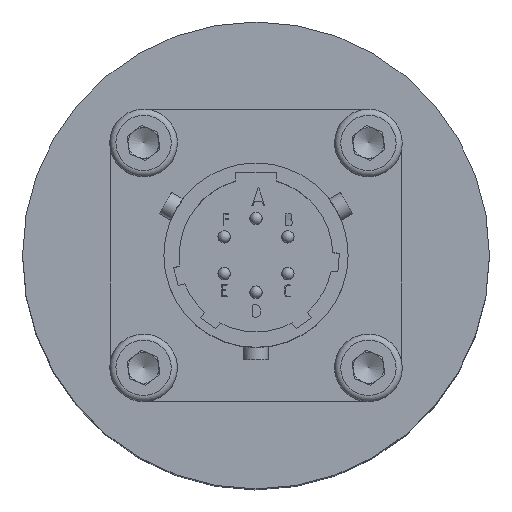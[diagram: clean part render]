
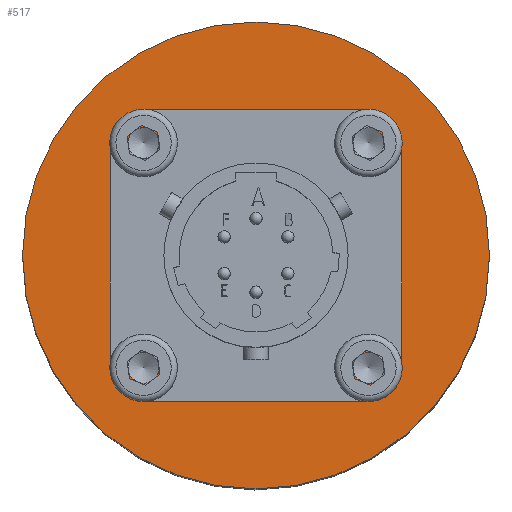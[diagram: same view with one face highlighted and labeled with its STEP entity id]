
A CAD part, top view. The second image highlights one B-rep face of the part: STEP entity #517.
In plain terms, the highlighted planar face has unit normal (0, 0, 1).
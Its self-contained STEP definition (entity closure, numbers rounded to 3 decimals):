
#5 = EDGE_LOOP ( 'NONE', ( #3602 ) ) ;
#79 = EDGE_LOOP ( 'NONE', ( #4517 ) ) ;
#234 = AXIS2_PLACEMENT_3D ( 'NONE', #2058, #2040, #2027 ) ;
#282 = VERTEX_POINT ( 'NONE', #3730 ) ;
#304 = CARTESIAN_POINT ( 'NONE',  ( 9.15, 10.4, 52. ) ) ;
#313 = VERTEX_POINT ( 'NONE', #2437 ) ;
#421 = EDGE_LOOP ( 'NONE', ( #2579 ) ) ;
#422 = DIRECTION ( 'NONE',  ( 0., -1., 0. ) ) ;
#440 = DIRECTION ( 'NONE',  ( 0., 0., -1. ) ) ;
#517 = ADVANCED_FACE ( 'NONE', ( #4495, #2712, #3717, #4618, #2759, #965 ), #629, .F. ) ;
#563 = DIRECTION ( 'NONE',  ( 0., -1., 0. ) ) ;
#579 = DIRECTION ( 'NONE',  ( 0., 0., -1. ) ) ;
#584 = CARTESIAN_POINT ( 'NONE',  ( 0., 0., 52. ) ) ;
#629 = PLANE ( 'NONE',  #2793 ) ;
#647 = AXIS2_PLACEMENT_3D ( 'NONE', #584, #579, #563 ) ;
#664 = EDGE_LOOP ( 'NONE', ( #4511 ) ) ;
#766 = CIRCLE ( 'NONE', #1353, 1.25 ) ;
#926 = CARTESIAN_POINT ( 'NONE',  ( -19., 0., 52. ) ) ;
#965 = FACE_BOUND ( 'NONE', #5, .T. ) ;
#966 = DIRECTION ( 'NONE',  ( 0., 0., -1. ) ) ;
#970 = AXIS2_PLACEMENT_3D ( 'NONE', #3336, #966, #3639 ) ;
#974 = CIRCLE ( 'NONE', #647, 9.95 ) ;
#1043 = DIRECTION ( 'NONE',  ( 0., 0., 1. ) ) ;
#1068 = CIRCLE ( 'NONE', #2208, 1.25 ) ;
#1092 = EDGE_CURVE ( 'NONE', #2028, #2028, #974, .T. ) ;
#1286 = CIRCLE ( 'NONE', #234, 1.25 ) ;
#1301 = DIRECTION ( 'NONE',  ( 0., 1., 0. ) ) ;
#1353 = AXIS2_PLACEMENT_3D ( 'NONE', #4541, #4525, #4505 ) ;
#1691 = ORIENTED_EDGE ( 'NONE', *, *, #3409, .F. ) ;
#1890 = VERTEX_POINT ( 'NONE', #304 ) ;
#2027 = DIRECTION ( 'NONE',  ( 0., 1., 0. ) ) ;
#2028 = VERTEX_POINT ( 'NONE', #2331 ) ;
#2040 = DIRECTION ( 'NONE',  ( 0., 0., 1. ) ) ;
#2058 = CARTESIAN_POINT ( 'NONE',  ( -9.15, -9.15, 52. ) ) ;
#2162 = AXIS2_PLACEMENT_3D ( 'NONE', #3180, #4722, #1301 ) ;
#2208 = AXIS2_PLACEMENT_3D ( 'NONE', #2586, #1043, #4629 ) ;
#2245 = EDGE_CURVE ( 'NONE', #3562, #3562, #1068, .T. ) ;
#2331 = CARTESIAN_POINT ( 'NONE',  ( 0., -9.95, 52. ) ) ;
#2407 = EDGE_CURVE ( 'NONE', #3151, #3151, #766, .T. ) ;
#2437 = CARTESIAN_POINT ( 'NONE',  ( 0., -19., 52. ) ) ;
#2544 = CARTESIAN_POINT ( 'NONE',  ( -9.15, 10.4, 52. ) ) ;
#2579 = ORIENTED_EDGE ( 'NONE', *, *, #4447, .F. ) ;
#2586 = CARTESIAN_POINT ( 'NONE',  ( 9.15, -9.15, 52. ) ) ;
#2642 = CIRCLE ( 'NONE', #970, 19. ) ;
#2712 = FACE_BOUND ( 'NONE', #664, .T. ) ;
#2759 = FACE_OUTER_BOUND ( 'NONE', #421, .T. ) ;
#2793 = AXIS2_PLACEMENT_3D ( 'NONE', #926, #440, #422 ) ;
#2922 = CARTESIAN_POINT ( 'NONE',  ( 9.15, -7.9, 52. ) ) ;
#3151 = VERTEX_POINT ( 'NONE', #2544 ) ;
#3180 = CARTESIAN_POINT ( 'NONE',  ( 9.15, 9.15, 52. ) ) ;
#3336 = CARTESIAN_POINT ( 'NONE',  ( 0., 0., 52. ) ) ;
#3409 = EDGE_CURVE ( 'NONE', #1890, #1890, #4567, .T. ) ;
#3562 = VERTEX_POINT ( 'NONE', #2922 ) ;
#3602 = ORIENTED_EDGE ( 'NONE', *, *, #1092, .T. ) ;
#3639 = DIRECTION ( 'NONE',  ( 0., -1., 0. ) ) ;
#3660 = ORIENTED_EDGE ( 'NONE', *, *, #4016, .F. ) ;
#3717 = FACE_BOUND ( 'NONE', #4245, .T. ) ;
#3730 = CARTESIAN_POINT ( 'NONE',  ( -9.15, -7.9, 52. ) ) ;
#4016 = EDGE_CURVE ( 'NONE', #282, #282, #1286, .T. ) ;
#4245 = EDGE_LOOP ( 'NONE', ( #1691 ) ) ;
#4447 = EDGE_CURVE ( 'NONE', #313, #313, #2642, .T. ) ;
#4495 = FACE_BOUND ( 'NONE', #4577, .T. ) ;
#4505 = DIRECTION ( 'NONE',  ( 0., 1., 0. ) ) ;
#4511 = ORIENTED_EDGE ( 'NONE', *, *, #2407, .F. ) ;
#4517 = ORIENTED_EDGE ( 'NONE', *, *, #2245, .F. ) ;
#4525 = DIRECTION ( 'NONE',  ( 0., 0., 1. ) ) ;
#4541 = CARTESIAN_POINT ( 'NONE',  ( -9.15, 9.15, 52. ) ) ;
#4567 = CIRCLE ( 'NONE', #2162, 1.25 ) ;
#4577 = EDGE_LOOP ( 'NONE', ( #3660 ) ) ;
#4618 = FACE_BOUND ( 'NONE', #79, .T. ) ;
#4629 = DIRECTION ( 'NONE',  ( 0., 1., 0. ) ) ;
#4722 = DIRECTION ( 'NONE',  ( 0., 0., 1. ) ) ;
